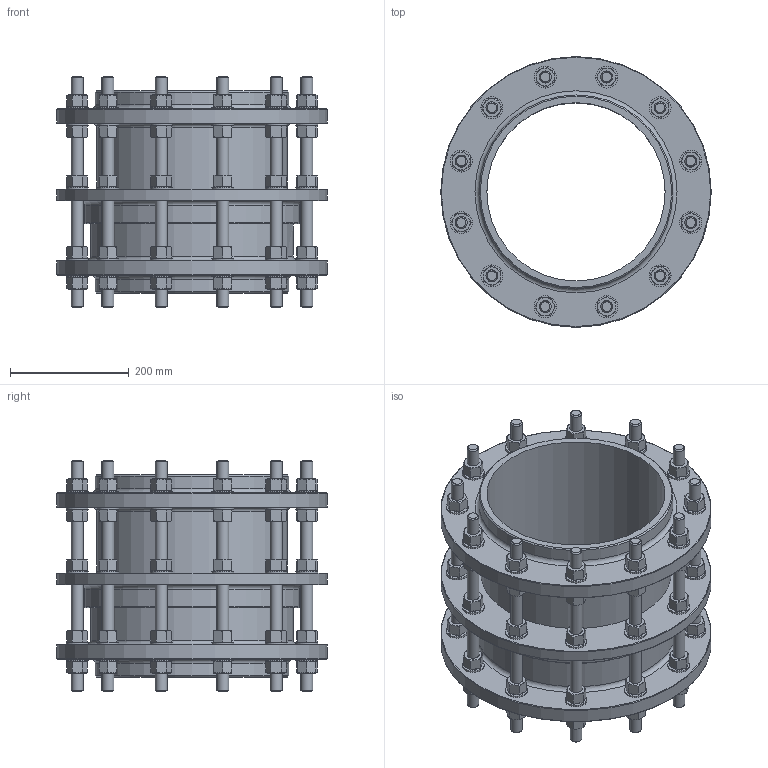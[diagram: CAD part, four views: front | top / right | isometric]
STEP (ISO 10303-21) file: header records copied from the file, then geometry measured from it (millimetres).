
FILE_DESCRIPTION(/* description */ (''),/* implementation_level */ '2;1');
FILE_NAME(/* name */ 'DN300PN10_3D_STEP.stp',/* time_stamp */ '2025-09-11T00:35:33+03:00',/* author */ ('igorr'),/* organization */ (''),/* preprocessor_version */ 'ST-DEVELOPER v20',/* originating_system */ 'Autodesk Inventor 2025',/* authorisation */ '');
FILE_SCHEMA (('AUTOMOTIVE_DESIGN { 1 0 10303 214 3 1 1 }'));
Length unit declared in the file: millimetre
Products named in the file (4): Сборка; Деталь; ANSI B18.2.4.2M - M20x2,5; DIN 126 - 22
Assembly tree (121 placements, depth 2):
  Сборка
    Деталь
    ANSI B18.2.4.2M - M20x2,5  x60
    DIN 126 - 22  x60
Bounding box: 455 x 455 x 390 mm (x, y, z)
Volume: 12696706.4 mm3; surface area: 1948266 mm2
Topology: 133 solids, 133 shells, 1585 faces, 3306 edges, 2063 vertices
Faces by surface type: plane 743, cone 507, cylinder 300, bspline 23, torus 12
Full cylindrical faces by diameter (mm): 17.294 x60, 20 x12, 21 x36, 22 x60, 27.9 x60, 37 x60, 300 x1, 320 x1, 326 x2, 340 x1, 341 x1, 361 x1, 455 x3
Entity records: 8234 total; most frequent: CARTESIAN_POINT 1631, DIRECTION 1365, ORIENTED_EDGE 1066, AXIS2_PLACEMENT_3D 560, EDGE_CURVE 533, VERTEX_POINT 352, EDGE_LOOP 323, LINE 245
